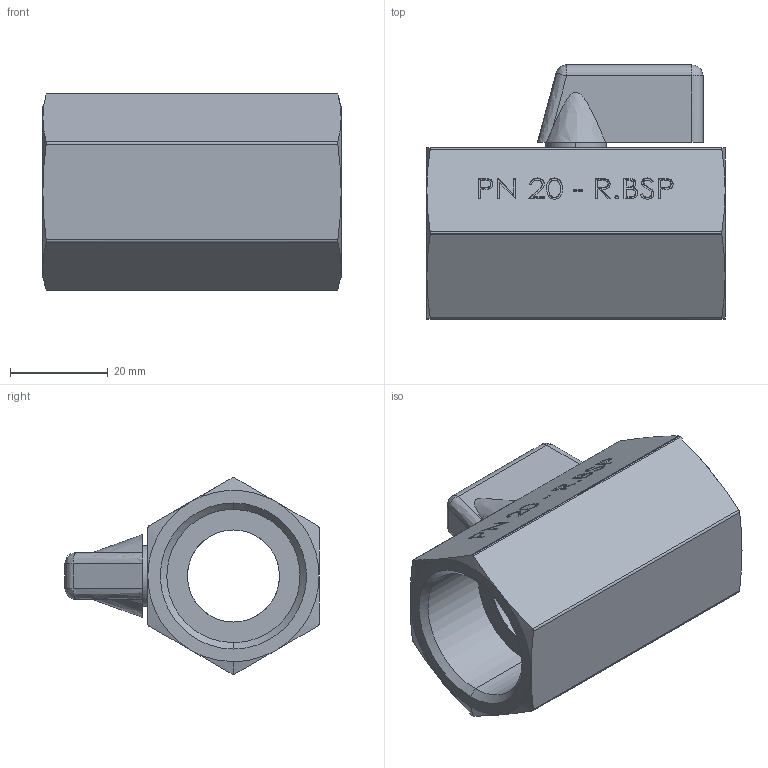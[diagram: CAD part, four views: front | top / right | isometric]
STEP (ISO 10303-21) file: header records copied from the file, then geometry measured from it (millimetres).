
FILE_DESCRIPTION(('FreeCAD Model'),'2;1');
FILE_NAME('Open CASCADE Shape Model','2025-04-29T16:08:39',('FreeCAD'),( 'FreeCAD'),'Open CASCADE STEP processor 7.6','FreeCAD','Unknown');
FILE_SCHEMA(('AUTOMOTIVE_DESIGN { 1 0 10303 214 1 1 1 1 }'));
Length unit declared in the file: millimetre
Products named in the file (1): Open CASCADE STEP translator 7.6 1
Bounding box: 61.08 x 52.03 x 40.31 mm (x, y, z)
Volume: 42105.3 mm3; surface area: 15738 mm2
Topology: 2 solids, 2 shells, 206 faces, 520 edges, 334 vertices
Faces by surface type: bspline 206
Entity records: 9817 total; most frequent: CARTESIAN_POINT 6650, ORIENTED_EDGE 1032, EDGE_CURVE 516, B_SPLINE_CURVE_WITH_KNOTS 452, VERTEX_POINT 334, FACE_BOUND 228, EDGE_LOOP 228, ADVANCED_FACE 206
